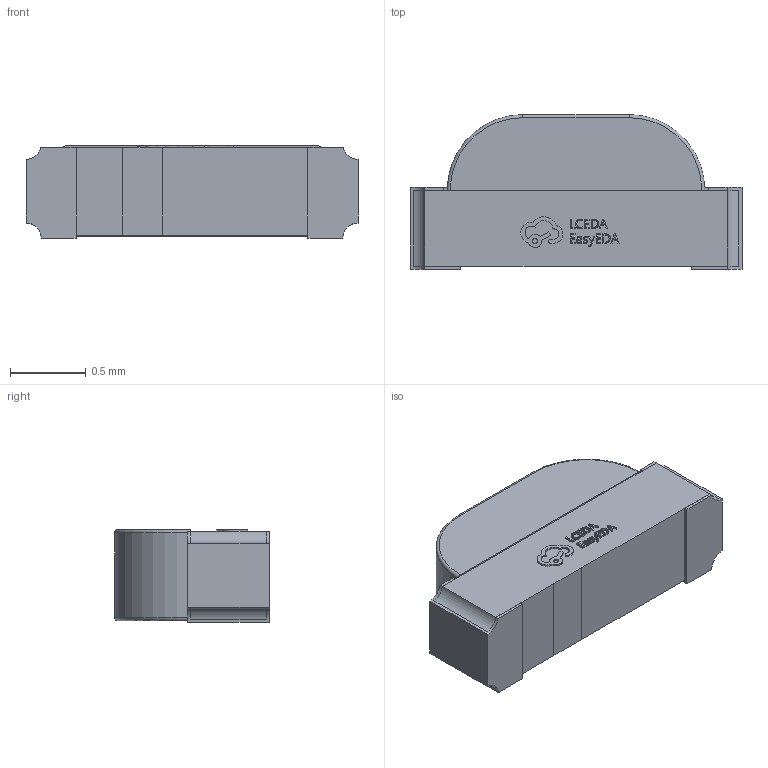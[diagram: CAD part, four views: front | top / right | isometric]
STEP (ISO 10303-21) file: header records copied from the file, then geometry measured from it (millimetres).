
FILE_DESCRIPTION (( 'STEP AP214' ), '1' );
FILE_NAME ('LED-SMD_L2.1-W1.0-RD_BLUE.step', '2022-07-08T12:32:15', ( '' ), ( '' ), 'SwSTEP 2.0', 'SolidWorks 2020', '' );
FILE_SCHEMA (( 'AUTOMOTIVE_DESIGN' ));
Length unit declared in the file: millimetre
Products named in the file (1): LED-SMD_L2.1-W1.0-RD_BLUE
Bounding box: 2.19 x 1.02 x 0.61 mm (x, y, z)
Volume: 1.1 mm3; surface area: 11.9 mm2
Topology: 4 solids, 4 shells, 346 faces, 935 edges, 622 vertices
Faces by surface type: plane 218, bspline 112, cylinder 12, torus 4
Entity records: 15854 total; most frequent: CARTESIAN_POINT 4008, ORIENTED_EDGE 1870, DIRECTION 1217, EDGE_CURVE 935, LINE 667, VECTOR 667, VERTEX_POINT 622, EDGE_LOOP 375
